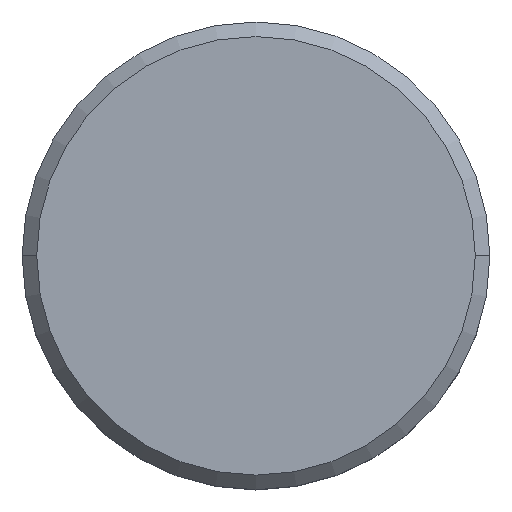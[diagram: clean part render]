
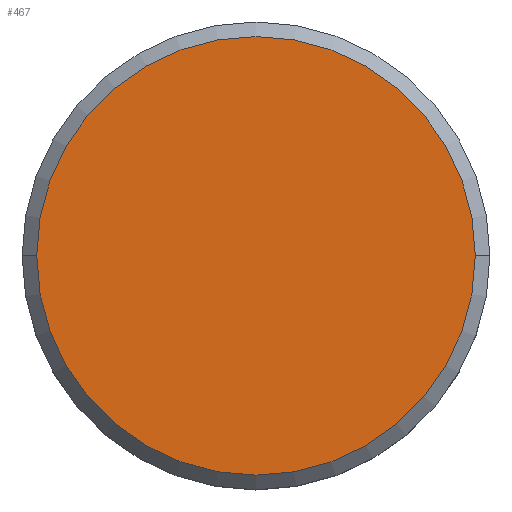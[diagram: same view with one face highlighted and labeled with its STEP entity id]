
A CAD part, top view. The second image highlights one B-rep face of the part: STEP entity #467.
In plain terms, the highlighted planar face has unit normal (0, 0, 1).
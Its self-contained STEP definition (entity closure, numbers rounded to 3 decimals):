
#1 = EDGE_CURVE ( 'NONE', #560, #157, #570, .T. ) ;
#49 = DIRECTION ( 'NONE',  ( 1., 0., 0. ) ) ;
#52 = CARTESIAN_POINT ( 'NONE',  ( 0., 0., 0. ) ) ;
#108 = CARTESIAN_POINT ( 'NONE',  ( 0., 0., 0. ) ) ;
#119 = DIRECTION ( 'NONE',  ( 1., 0., 0. ) ) ;
#157 = VERTEX_POINT ( 'NONE', #309 ) ;
#168 = DIRECTION ( 'NONE',  ( 0., 0., 1. ) ) ;
#195 = CIRCLE ( 'NONE', #443, 7.5 ) ;
#200 = DIRECTION ( 'NONE',  ( 0., 0., 1. ) ) ;
#209 = EDGE_LOOP ( 'NONE', ( #586, #437 ) ) ;
#248 = DIRECTION ( 'NONE',  ( 1., 0., 0. ) ) ;
#257 = DIRECTION ( 'NONE',  ( 0., 0., 1. ) ) ;
#293 = FACE_OUTER_BOUND ( 'NONE', #209, .T. ) ;
#309 = CARTESIAN_POINT ( 'NONE',  ( 7.5, 0., 0. ) ) ;
#370 = AXIS2_PLACEMENT_3D ( 'NONE', #520, #257, #119 ) ;
#403 = AXIS2_PLACEMENT_3D ( 'NONE', #52, #200, #248 ) ;
#437 = ORIENTED_EDGE ( 'NONE', *, *, #439, .T. ) ;
#439 = EDGE_CURVE ( 'NONE', #157, #560, #195, .T. ) ;
#443 = AXIS2_PLACEMENT_3D ( 'NONE', #108, #168, #49 ) ;
#467 = ADVANCED_FACE ( 'NONE', ( #293 ), #471, .T. ) ;
#471 = PLANE ( 'NONE',  #403 ) ;
#520 = CARTESIAN_POINT ( 'NONE',  ( 0., 0., 0. ) ) ;
#530 = CARTESIAN_POINT ( 'NONE',  ( -7.5, 0., 0. ) ) ;
#560 = VERTEX_POINT ( 'NONE', #530 ) ;
#570 = CIRCLE ( 'NONE', #370, 7.5 ) ;
#586 = ORIENTED_EDGE ( 'NONE', *, *, #1, .T. ) ;
